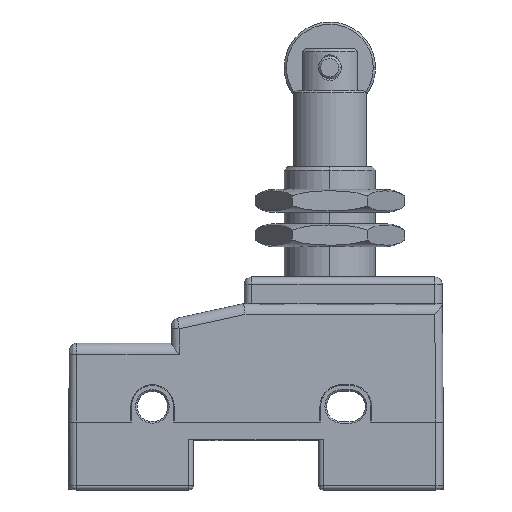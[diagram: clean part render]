
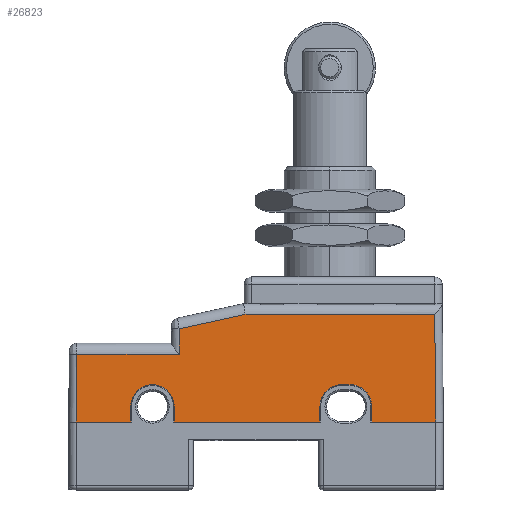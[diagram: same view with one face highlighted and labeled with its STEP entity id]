
A CAD part, top view. The second image highlights one B-rep face of the part: STEP entity #26823.
In plain terms, the highlighted face is planar.
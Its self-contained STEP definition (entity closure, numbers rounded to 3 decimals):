
#23094=DIRECTION('',(1.,0.,0.));
#23095=VECTOR('',#23094,19.15);
#23096=CARTESIAN_POINT('',(-8.4,-7.775,-8.725));
#23097=LINE('',#23096,#23095);
#23130=CARTESIAN_POINT('',(-23.6,-7.775,-8.725));
#23190=DIRECTION('',(1.,0.,0.));
#23191=VECTOR('',#23190,8.4);
#23192=CARTESIAN_POINT('',(-23.6,-7.775,-8.725));
#23193=LINE('',#23192,#23191);
#23238=DIRECTION('',(1.,0.,0.));
#23239=VECTOR('',#23238,7.15);
#23240=CARTESIAN_POINT('',(16.45,-7.775,-8.725));
#23241=LINE('',#23240,#23239);
#23266=DIRECTION('',(0.,-1.,-0.009));
#23267=VECTOR('',#23266,2.05);
#23268=CARTESIAN_POINT('',(-8.4,-5.725,-8.707));
#23269=LINE('',#23268,#23267);
#23278=DIRECTION('',(-0.009,-1.,-0.009));
#23279=VECTOR('',#23278,14.124);
#23280=CARTESIAN_POINT('',(-23.477,6.348,
-8.602));
#23281=LINE('',#23280,#23279);
#23282=DIRECTION('',(-0.009,1.,0.009));
#23283=VECTOR('',#23282,8.923);
#23284=CARTESIAN_POINT('',(23.6,-7.775,-8.725));
#23285=LINE('',#23284,#23283);
#23286=DIRECTION('',(0.,1.,0.009));
#23287=VECTOR('',#23286,3.313);
#23288=CARTESIAN_POINT('',(10.1,1.148,-8.647));
#23289=LINE('',#23288,#23287);
#23290=DIRECTION('',(-0.977,0.213,0.002));
#23291=VECTOR('',#23290,8.859);
#23292=CARTESIAN_POINT('',(10.1,4.46,
-8.618));
#23293=LINE('',#23292,#23291);
#23294=DIRECTION('',(-1.,0.,0.));
#23295=VECTOR('',#23294,24.922);
#23296=CARTESIAN_POINT('',(1.445,6.348,
-8.602));
#23297=LINE('',#23296,#23295);
#23542=DIRECTION('',(1.,0.,0.));
#23543=VECTOR('',#23542,13.422);
#23544=CARTESIAN_POINT('',(10.1,1.148,-8.647));
#23545=LINE('',#23544,#23543);
#23931=DIRECTION('',(0.,-1.,-0.009));
#23932=VECTOR('',#23931,2.05);
#23933=CARTESIAN_POINT('',(16.45,-5.725,-8.707));
#23934=LINE('',#23933,#23932);
#25397=CARTESIAN_POINT('',(16.45,-5.725,-8.707));
#25398=CARTESIAN_POINT('',(16.45,-5.557,-8.706));
#25399=CARTESIAN_POINT('',(16.42,-5.209,
-8.703));
#25400=CARTESIAN_POINT('',(16.269,-4.673,
-8.698));
#25401=CARTESIAN_POINT('',(16.003,-4.156,
-8.693));
#25402=CARTESIAN_POINT('',(15.63,-3.695,
-8.689));
#25403=CARTESIAN_POINT('',(15.169,-3.322,
-8.686));
#25404=CARTESIAN_POINT('',(14.652,-3.056,
-8.684));
#25405=CARTESIAN_POINT('',(14.206,-2.93,
-8.683));
#25406=CARTESIAN_POINT('',(13.855,-2.882,
-8.682));
#25407=CARTESIAN_POINT('',(13.6,-2.871,-8.682));
#25408=CARTESIAN_POINT('',(13.345,-2.882,
-8.682));
#25409=CARTESIAN_POINT('',(12.994,-2.93,
-8.683));
#25410=CARTESIAN_POINT('',(12.548,-3.056,
-8.684));
#25411=CARTESIAN_POINT('',(12.031,-3.322,
-8.686));
#25412=CARTESIAN_POINT('',(11.57,-3.695,
-8.689));
#25413=CARTESIAN_POINT('',(11.197,-4.156,
-8.693));
#25414=CARTESIAN_POINT('',(10.931,-4.673,
-8.698));
#25415=CARTESIAN_POINT('',(10.78,-5.209,
-8.703));
#25416=CARTESIAN_POINT('',(10.75,-5.557,-8.706));
#25417=CARTESIAN_POINT('',(10.75,-5.725,-8.707));
#25439=DIRECTION('',(0.,-1.,-0.009));
#25440=VECTOR('',#25439,2.05);
#25441=CARTESIAN_POINT('',(10.75,-5.725,-8.707));
#25442=LINE('',#25441,#25440);
#25527=DIRECTION('',(0.,-1.,-0.009));
#25528=VECTOR('',#25527,2.05);
#25529=CARTESIAN_POINT('',(-15.2,-5.725,-8.707));
#25530=LINE('',#25529,#25528);
#25559=CARTESIAN_POINT('',(-12.35,-2.875,-8.682));
#25560=CARTESIAN_POINT('',(-12.588,-2.875,-8.682));
#25561=CARTESIAN_POINT('',(-13.006,-2.931,
-8.683));
#25562=CARTESIAN_POINT('',(-13.535,-3.115,
-8.684));
#25563=CARTESIAN_POINT('',(-13.988,-3.374,
-8.687));
#25564=CARTESIAN_POINT('',(-14.376,-3.699,
-8.689));
#25565=CARTESIAN_POINT('',(-14.701,-4.087,
-8.693));
#25566=CARTESIAN_POINT('',(-14.96,-4.54,
-8.697));
#25567=CARTESIAN_POINT('',(-15.144,-5.069,
-8.701));
#25568=CARTESIAN_POINT('',(-15.2,-5.488,-8.705));
#25569=CARTESIAN_POINT('',(-15.2,-5.725,-8.707));
#25607=DIRECTION('',(-1.,0.,0.));
#25608=VECTOR('',#25607,1.1);
#25609=CARTESIAN_POINT('',(-11.25,-2.875,-8.682));
#25610=LINE('',#25609,#25608);
#25639=CARTESIAN_POINT('',(-8.4,-5.725,-8.707));
#25640=CARTESIAN_POINT('',(-8.4,-5.488,-8.705));
#25641=CARTESIAN_POINT('',(-8.456,-5.069,
-8.701));
#25642=CARTESIAN_POINT('',(-8.64,-4.54,
-8.697));
#25643=CARTESIAN_POINT('',(-8.899,-4.087,
-8.693));
#25644=CARTESIAN_POINT('',(-9.224,-3.699,
-8.689));
#25645=CARTESIAN_POINT('',(-9.612,-3.374,
-8.687));
#25646=CARTESIAN_POINT('',(-10.065,-3.115,
-8.684));
#25647=CARTESIAN_POINT('',(-10.594,-2.931,
-8.683));
#25648=CARTESIAN_POINT('',(-11.012,-2.875,-8.682));
#25649=CARTESIAN_POINT('',(-11.25,-2.875,-8.682));
#26263=CARTESIAN_POINT('',(-15.2,-5.725,-8.707));
#26264=CARTESIAN_POINT('',(-15.2,-7.775,-8.725));
#26265=VERTEX_POINT('',#26263);
#26266=VERTEX_POINT('',#26264);
#26267=VERTEX_POINT('',#25559);
#26268=CARTESIAN_POINT('',(-11.25,-2.875,-8.682));
#26269=VERTEX_POINT('',#26268);
#26270=VERTEX_POINT('',#25639);
#26271=CARTESIAN_POINT('',(-8.4,-7.775,-8.725));
#26272=VERTEX_POINT('',#26271);
#26273=CARTESIAN_POINT('',(10.75,-7.775,-8.725));
#26274=VERTEX_POINT('',#26273);
#26275=CARTESIAN_POINT('',(10.75,-5.725,-8.707));
#26276=VERTEX_POINT('',#26275);
#26277=VERTEX_POINT('',#25397);
#26278=CARTESIAN_POINT('',(16.45,-7.775,-8.725));
#26279=VERTEX_POINT('',#26278);
#26429=VERTEX_POINT('',#23130);
#26430=CARTESIAN_POINT('',(-23.477,6.348,
-8.602));
#26431=VERTEX_POINT('',#26430);
#26438=CARTESIAN_POINT('',(1.445,6.348,
-8.602));
#26439=VERTEX_POINT('',#26438);
#26440=CARTESIAN_POINT('',(10.1,4.46,
-8.618));
#26441=VERTEX_POINT('',#26440);
#26442=CARTESIAN_POINT('',(10.1,1.148,-8.647));
#26443=VERTEX_POINT('',#26442);
#26498=CARTESIAN_POINT('',(23.6,-7.775,-8.725));
#26499=VERTEX_POINT('',#26498);
#26507=CARTESIAN_POINT('',(23.522,1.148,
-8.647));
#26508=VERTEX_POINT('',#26507);
#26786=CARTESIAN_POINT('',(-8.4,-7.775,-8.725));
#26787=DIRECTION('',(0.,-0.009,1.));
#26788=DIRECTION('',(-1.,0.,0.));
#26789=AXIS2_PLACEMENT_3D('',#26786,#26787,#26788);
#26790=PLANE('',#26789);
#26792=ORIENTED_EDGE('',*,*,#26791,.T.);
#26793=ORIENTED_EDGE('',*,*,#26690,.T.);
#26795=ORIENTED_EDGE('',*,*,#26794,.F.);
#26797=ORIENTED_EDGE('',*,*,#26796,.F.);
#26799=ORIENTED_EDGE('',*,*,#26798,.F.);
#26801=ORIENTED_EDGE('',*,*,#26800,.F.);
#26802=ORIENTED_EDGE('',*,*,#26764,.T.);
#26803=ORIENTED_EDGE('',*,*,#26624,.T.);
#26805=ORIENTED_EDGE('',*,*,#26804,.F.);
#26807=ORIENTED_EDGE('',*,*,#26806,.F.);
#26809=ORIENTED_EDGE('',*,*,#26808,.T.);
#26810=ORIENTED_EDGE('',*,*,#26716,.T.);
#26812=ORIENTED_EDGE('',*,*,#26811,.T.);
#26814=ORIENTED_EDGE('',*,*,#26813,.F.);
#26816=ORIENTED_EDGE('',*,*,#26815,.T.);
#26818=ORIENTED_EDGE('',*,*,#26817,.T.);
#26820=ORIENTED_EDGE('',*,*,#26819,.T.);
#26821=EDGE_LOOP('',(#26792,#26793,#26795,#26797,#26799,#26801,#26802,#26803,
#26805,#26807,#26809,#26810,#26812,#26814,#26816,#26818,#26820));
#26822=FACE_OUTER_BOUND('',#26821,.F.);
#25418=B_SPLINE_CURVE_WITH_KNOTS('',3,(#25397,#25398,#25399,#25400,#25401,
#25402,#25403,#25404,#25405,#25406,#25407,#25408,#25409,#25410,#25411,#25412,
#25413,#25414,#25415,#25416,#25417),.UNSPECIFIED.,.F.,.F.,(4,1,1,1,1,1,1,1,1,1,
1,1,1,1,1,1,1,1,4),(0.,0.063,0.125,0.188,0.25,0.313,0.375,
0.438,0.469,0.5,0.531,0.563,0.625,0.688,0.75,0.813,
0.875,0.938,1.),.UNSPECIFIED.);
#25570=B_SPLINE_CURVE_WITH_KNOTS('',3,(#25559,#25560,#25561,#25562,#25563,
#25564,#25565,#25566,#25567,#25568,#25569),.UNSPECIFIED.,.F.,.F.,(4,1,1,1,1,1,1,
1,4),(0.,0.125,0.25,0.375,0.5,0.625,0.75,0.875,1.),
.UNSPECIFIED.);
#25650=B_SPLINE_CURVE_WITH_KNOTS('',3,(#25639,#25640,#25641,#25642,#25643,
#25644,#25645,#25646,#25647,#25648,#25649),.UNSPECIFIED.,.F.,.F.,(4,1,1,1,1,1,1,
1,4),(0.,0.125,0.25,0.375,0.5,0.625,0.75,0.875,1.),
.UNSPECIFIED.);
#26624=EDGE_CURVE('',#26272,#26274,#23097,.T.);
#26690=EDGE_CURVE('',#26429,#26266,#23193,.T.);
#26716=EDGE_CURVE('',#26279,#26499,#23241,.T.);
#26764=EDGE_CURVE('',#26270,#26272,#23269,.T.);
#26791=EDGE_CURVE('',#26431,#26429,#23281,.T.);
#26794=EDGE_CURVE('',#26265,#26266,#25530,.T.);
#26796=EDGE_CURVE('',#26267,#26265,#25570,.T.);
#26798=EDGE_CURVE('',#26269,#26267,#25610,.T.);
#26800=EDGE_CURVE('',#26270,#26269,#25650,.T.);
#26804=EDGE_CURVE('',#26276,#26274,#25442,.T.);
#26806=EDGE_CURVE('',#26277,#26276,#25418,.T.);
#26808=EDGE_CURVE('',#26277,#26279,#23934,.T.);
#26811=EDGE_CURVE('',#26499,#26508,#23285,.T.);
#26813=EDGE_CURVE('',#26443,#26508,#23545,.T.);
#26815=EDGE_CURVE('',#26443,#26441,#23289,.T.);
#26817=EDGE_CURVE('',#26441,#26439,#23293,.T.);
#26819=EDGE_CURVE('',#26439,#26431,#23297,.T.);
#26823=ADVANCED_FACE('',(#26822),#26790,.F.);
